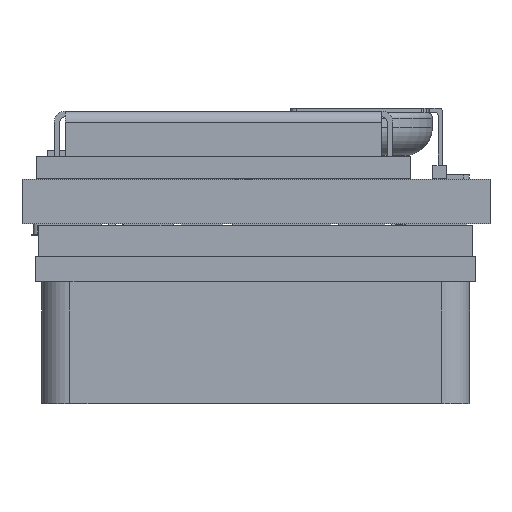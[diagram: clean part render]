
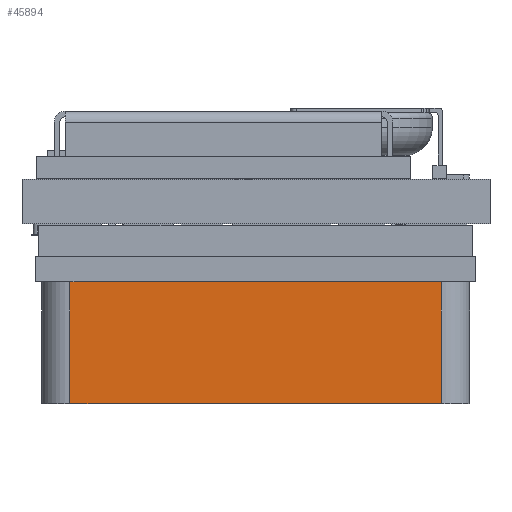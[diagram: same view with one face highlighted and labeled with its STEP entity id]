
A CAD part, front view. The second image highlights one B-rep face of the part: STEP entity #45894.
In plain terms, the highlighted planar face has unit normal (0, -1, 0).
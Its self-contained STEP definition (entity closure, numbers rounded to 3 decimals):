
#3816=PLANE('',#49654);
#6218=FACE_OUTER_BOUND('',#9069,.T.);
#9069=EDGE_LOOP('',(#40094,#40095,#40096,#40097));
#13374=LINE('',#71907,#18673);
#13402=LINE('',#71981,#18701);
#13409=LINE('',#71994,#18708);
#13410=LINE('',#71995,#18709);
#18673=VECTOR('',#59091,1000.);
#18701=VECTOR('',#59155,1000.);
#18708=VECTOR('',#59170,1000.);
#18709=VECTOR('',#59171,1000.);
#24087=VERTEX_POINT('',#71904);
#24088=VERTEX_POINT('',#71906);
#24115=VERTEX_POINT('',#71978);
#24116=VERTEX_POINT('',#71980);
#29649=EDGE_CURVE('',#24087,#24088,#13374,.T.);
#29685=EDGE_CURVE('',#24116,#24115,#13402,.T.);
#29693=EDGE_CURVE('',#24115,#24088,#13409,.T.);
#29694=EDGE_CURVE('',#24087,#24116,#13410,.T.);
#40094=ORIENTED_EDGE('',*,*,#29685,.T.);
#40095=ORIENTED_EDGE('',*,*,#29693,.T.);
#40096=ORIENTED_EDGE('',*,*,#29649,.F.);
#40097=ORIENTED_EDGE('',*,*,#29694,.T.);
#45894=ADVANCED_FACE('',(#6218),#3816,.F.);
#49654=AXIS2_PLACEMENT_3D('',#71993,#59168,#59169);
#59091=DIRECTION('',(1.,0.,0.));
#59155=DIRECTION('',(1.,0.,0.));
#59168=DIRECTION('center_axis',(0.,1.,0.));
#59169=DIRECTION('ref_axis',(-1.,0.,0.));
#59170=DIRECTION('',(0.,0.,1.));
#59171=DIRECTION('',(0.,0.,-1.));
#71904=CARTESIAN_POINT('',(-6.538,-7.573,6.35));
#71906=CARTESIAN_POINT('',(6.562,-7.573,6.35));
#71907=CARTESIAN_POINT('',(7.562,-7.573,6.35));
#71978=CARTESIAN_POINT('',(6.562,-7.573,2.05));
#71980=CARTESIAN_POINT('',(-6.538,-7.573,2.05));
#71981=CARTESIAN_POINT('',(7.562,-7.573,2.05));
#71993=CARTESIAN_POINT('Origin',(7.562,-7.573,6.35));
#71994=CARTESIAN_POINT('',(6.562,-7.573,6.35));
#71995=CARTESIAN_POINT('',(-6.538,-7.573,6.35));
